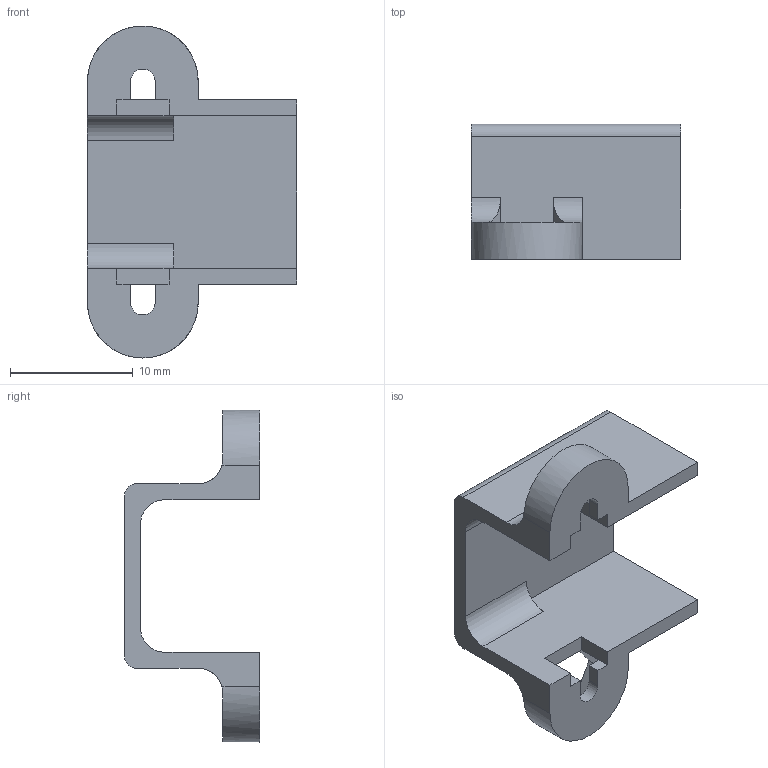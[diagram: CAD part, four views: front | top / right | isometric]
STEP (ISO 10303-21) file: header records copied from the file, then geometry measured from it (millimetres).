
FILE_DESCRIPTION(/* description */ (''),/* implementation_level */ '2;1');
FILE_NAME(/* name */ 'Bracket Pololu.stp',/* time_stamp */ '2021-03-27T16:22:16-03:00',/* author */ ('Gianluca'),/* organization */ (''),/* preprocessor_version */ 'ST-DEVELOPER v17',/* originating_system */ 'Autodesk Inventor 2019',/* authorisation */ '');
FILE_SCHEMA (('AUTOMOTIVE_DESIGN { 1 0 10303 214 3 1 1 }'));
Length unit declared in the file: millimetre
Products named in the file (1): Bracket Pololu
Bounding box: 17 x 11 x 27 mm (x, y, z)
Volume: 924.1 mm3; surface area: 1546.3 mm2
Topology: 1 solids, 1 shells, 54 faces, 160 edges, 104 vertices
Faces by surface type: plane 42, cylinder 12
Entity records: 1839 total; most frequent: CARTESIAN_POINT 331, ORIENTED_EDGE 320, DIRECTION 294, EDGE_CURVE 160, LINE 128, VECTOR 128, VERTEX_POINT 104, AXIS2_PLACEMENT_3D 83
